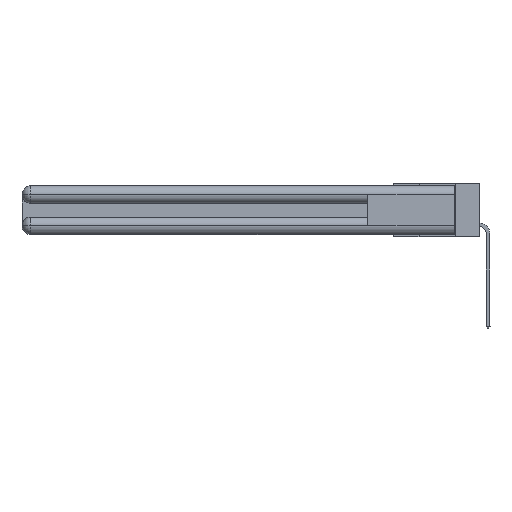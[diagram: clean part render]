
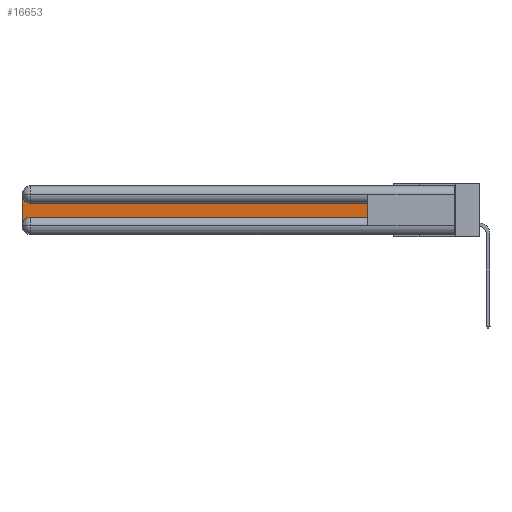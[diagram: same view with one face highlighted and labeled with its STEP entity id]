
A CAD part, left-side view. The second image highlights one B-rep face of the part: STEP entity #16653.
In plain terms, the highlighted planar face has unit normal (-1, 0, 0).
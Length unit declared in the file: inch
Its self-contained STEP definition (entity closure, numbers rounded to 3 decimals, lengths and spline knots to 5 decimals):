
#921 = AXIS2_PLACEMENT_3D ( 'NONE', #16131, #7237, #24865 ) ;
#1100 = ORIENTED_EDGE ( 'NONE', *, *, #3049, .T. ) ;
#2541 = DIRECTION ( 'NONE',  ( 1., 0., 0. ) ) ;
#3008 = EDGE_CURVE ( 'NONE', #5062, #17427, #21609, .T. ) ;
#3049 = EDGE_CURVE ( 'NONE', #6809, #5062, #11457, .T. ) ;
#3088 = DIRECTION ( 'NONE',  ( 0., 0., -1. ) ) ;
#3215 = VECTOR ( 'NONE', #18374, 39.37008 ) ;
#3493 = VERTEX_POINT ( 'NONE', #23348 ) ;
#4548 = CARTESIAN_POINT ( 'NONE',  ( 0.075, 3., -0.2775 ) ) ;
#5062 = VERTEX_POINT ( 'NONE', #11759 ) ;
#6809 = VERTEX_POINT ( 'NONE', #12652 ) ;
#7237 = DIRECTION ( 'NONE',  ( 1., 0., 0. ) ) ;
#7445 = AXIS2_PLACEMENT_3D ( 'NONE', #20107, #9331, #3088 ) ;
#7670 = CARTESIAN_POINT ( 'NONE',  ( 0.075, 0.6, -0.1225 ) ) ;
#9077 = CARTESIAN_POINT ( 'NONE',  ( 0.075, 3., -0.2175 ) ) ;
#9331 = DIRECTION ( 'NONE',  ( 1., 0., 0. ) ) ;
#9370 = FACE_OUTER_BOUND ( 'NONE', #25641, .T. ) ;
#9946 = ORIENTED_EDGE ( 'NONE', *, *, #25219, .T. ) ;
#10144 = ORIENTED_EDGE ( 'NONE', *, *, #20497, .T. ) ;
#11457 = LINE ( 'NONE', #17998, #13124 ) ;
#11759 = CARTESIAN_POINT ( 'NONE',  ( 0.075, 0.6, -0.2175 ) ) ;
#12501 = CARTESIAN_POINT ( 'NONE',  ( 0.075, 3., -0.0625 ) ) ;
#12652 = CARTESIAN_POINT ( 'NONE',  ( 0.075, 2.94, -0.2175 ) ) ;
#13124 = VECTOR ( 'NONE', #17809, 39.37008 ) ;
#13817 = CIRCLE ( 'NONE', #921, 0.06 ) ;
#13843 = EDGE_CURVE ( 'NONE', #17608, #22357, #17623, .T. ) ;
#14503 = CARTESIAN_POINT ( 'NONE',  ( 0.075, 0.6, -0.1225 ) ) ;
#14994 = EDGE_CURVE ( 'NONE', #22357, #6809, #13817, .T. ) ;
#15539 = ORIENTED_EDGE ( 'NONE', *, *, #14994, .T. ) ;
#15857 = VECTOR ( 'NONE', #23433, 39.37008 ) ;
#16030 = PLANE ( 'NONE',  #7445 ) ;
#16131 = CARTESIAN_POINT ( 'NONE',  ( 0.075, 2.94, -0.2775 ) ) ;
#16653 = ADVANCED_FACE ( 'NONE', ( #9370 ), #16030, .F. ) ;
#16925 = VECTOR ( 'NONE', #26138, 39.37008 ) ;
#17427 = VERTEX_POINT ( 'NONE', #14503 ) ;
#17608 = VERTEX_POINT ( 'NONE', #12501 ) ;
#17623 = LINE ( 'NONE', #9077, #16925 ) ;
#17809 = DIRECTION ( 'NONE',  ( 0., -1., 0. ) ) ;
#17998 = CARTESIAN_POINT ( 'NONE',  ( 0.075, 0.6, -0.2175 ) ) ;
#18374 = DIRECTION ( 'NONE',  ( 0., 1., 0. ) ) ;
#19172 = CIRCLE ( 'NONE', #27625, 0.06 ) ;
#19711 = CARTESIAN_POINT ( 'NONE',  ( 0.075, 2.94, -0.0625 ) ) ;
#20096 = ORIENTED_EDGE ( 'NONE', *, *, #13843, .T. ) ;
#20107 = CARTESIAN_POINT ( 'NONE',  ( 0.075, 3., -0.1225 ) ) ;
#20497 = EDGE_CURVE ( 'NONE', #17427, #3493, #25147, .T. ) ;
#21609 = LINE ( 'NONE', #23271, #15857 ) ;
#22357 = VERTEX_POINT ( 'NONE', #4548 ) ;
#23271 = CARTESIAN_POINT ( 'NONE',  ( 0.075, 0.6, -0.2175 ) ) ;
#23348 = CARTESIAN_POINT ( 'NONE',  ( 0.075, 2.94, -0.1225 ) ) ;
#23433 = DIRECTION ( 'NONE',  ( 0., 0., 1. ) ) ;
#24199 = DIRECTION ( 'NONE',  ( 0., 0., -1. ) ) ;
#24865 = DIRECTION ( 'NONE',  ( 0., 0., -1. ) ) ;
#25147 = LINE ( 'NONE', #7670, #3215 ) ;
#25219 = EDGE_CURVE ( 'NONE', #3493, #17608, #19172, .T. ) ;
#25641 = EDGE_LOOP ( 'NONE', ( #10144, #9946, #20096, #15539, #1100, #25827 ) ) ;
#25827 = ORIENTED_EDGE ( 'NONE', *, *, #3008, .T. ) ;
#26138 = DIRECTION ( 'NONE',  ( 0., 0., -1. ) ) ;
#27625 = AXIS2_PLACEMENT_3D ( 'NONE', #19711, #2541, #24199 ) ;
